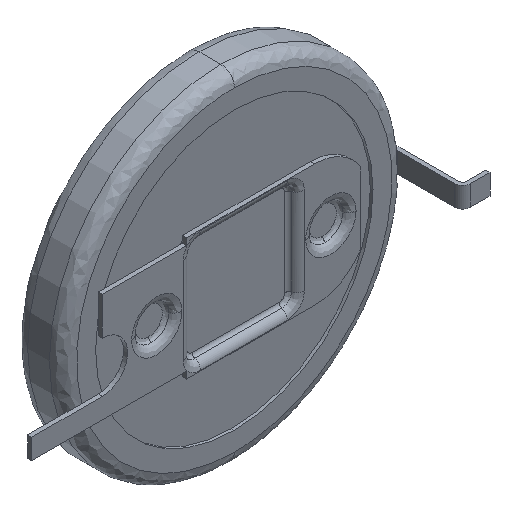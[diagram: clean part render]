
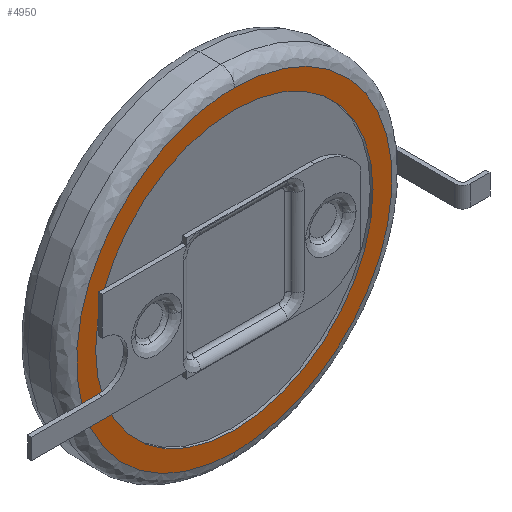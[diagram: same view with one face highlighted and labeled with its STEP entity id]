
A CAD part, isometric view. The second image highlights one B-rep face of the part: STEP entity #4950.
In plain terms, the highlighted planar face has unit normal (0, -1, 0).
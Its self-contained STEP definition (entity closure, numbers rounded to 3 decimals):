
#448 = FACE_BOUND ( 'NONE', #2983, .T. ) ;
#552 = DIRECTION ( 'NONE',  ( 0., 1., 0. ) ) ;
#564 = ORIENTED_EDGE ( 'NONE', *, *, #2148, .F. ) ;
#662 = EDGE_CURVE ( 'NONE', #672, #1571, #9570, .T. ) ;
#672 = VERTEX_POINT ( 'NONE', #7130 ) ;
#697 = CARTESIAN_POINT ( 'NONE',  ( 0., -0.1, -5.8 ) ) ;
#703 = ORIENTED_EDGE ( 'NONE', *, *, #9258, .T. ) ;
#737 = DIRECTION ( 'NONE',  ( 0., 0., -1. ) ) ;
#880 = CARTESIAN_POINT ( 'NONE',  ( -11.6, -0.1, -5.8 ) ) ;
#961 = DIRECTION ( 'NONE',  ( 0., 1., 0. ) ) ;
#1107 = CARTESIAN_POINT ( 'NONE',  ( 11.6, -0.1, 5.8 ) ) ;
#1145 = ORIENTED_EDGE ( 'NONE', *, *, #662, .T. ) ;
#1280 = CARTESIAN_POINT ( 'NONE',  ( -5.45, -0.1, 0. ) ) ;
#1514 = DIRECTION ( 'NONE',  ( 0., -1., 0. ) ) ;
#1522 = AXIS2_PLACEMENT_3D ( 'NONE', #7174, #552, #8603 ) ;
#1571 = VERTEX_POINT ( 'NONE', #2225 ) ;
#2148 = EDGE_CURVE ( 'NONE', #7738, #3962, #6018, .T. ) ;
#2225 = CARTESIAN_POINT ( 'NONE',  ( 0., -0.1, 5.1 ) ) ;
#2396 = EDGE_LOOP ( 'NONE', ( #564, #5511 ) ) ;
#2932 = DIRECTION ( 'NONE',  ( 0., 0., 1. ) ) ;
#2972 = FACE_OUTER_BOUND ( 'NONE', #2396, .T. ) ;
#2983 = EDGE_LOOP ( 'NONE', ( #703, #1145 ) ) ;
#3417 = CARTESIAN_POINT ( 'NONE',  ( 0., -0.1, 5.8 ) ) ;
#3789 = CARTESIAN_POINT ( 'NONE',  ( 0., -0.1, 5.8 ) ) ;
#3962 = VERTEX_POINT ( 'NONE', #697 ) ;
#4760 = AXIS2_PLACEMENT_3D ( 'NONE', #1280, #1514, #737 ) ;
#4923 = CIRCLE ( 'NONE', #6126, 5.1 ) ;
#4950 = ADVANCED_FACE ( 'NONE', ( #448, #2972 ), #7911, .T. ) ;
#5109 = CARTESIAN_POINT ( 'NONE',  ( -11.6, -0.1, 5.8 ) ) ;
#5426 =( BOUNDED_CURVE ( )  B_SPLINE_CURVE ( 3, ( #6680, #880, #5109, #3789 ),
 .UNSPECIFIED., .F., .T. ) 
 B_SPLINE_CURVE_WITH_KNOTS ( ( 4, 4 ),
 ( 0.75, 1.25 ),
 .UNSPECIFIED. ) 
 CURVE ( )  GEOMETRIC_REPRESENTATION_ITEM ( )  RATIONAL_B_SPLINE_CURVE ( ( 1., 0.333, 0.333, 1. ) ) 
 REPRESENTATION_ITEM ( '' )  );
#5511 = ORIENTED_EDGE ( 'NONE', *, *, #6281, .F. ) ;
#6018 =( BOUNDED_CURVE ( )  B_SPLINE_CURVE ( 3, ( #7744, #1107, #7596, #7693 ),
 .UNSPECIFIED., .F., .T. ) 
 B_SPLINE_CURVE_WITH_KNOTS ( ( 4, 4 ),
 ( 0.25, 0.75 ),
 .UNSPECIFIED. ) 
 CURVE ( )  GEOMETRIC_REPRESENTATION_ITEM ( )  RATIONAL_B_SPLINE_CURVE ( ( 1., 0.333, 0.333, 1. ) ) 
 REPRESENTATION_ITEM ( '' )  );
#6082 = CARTESIAN_POINT ( 'NONE',  ( 0., -0.1, 0. ) ) ;
#6126 = AXIS2_PLACEMENT_3D ( 'NONE', #6082, #961, #2932 ) ;
#6281 = EDGE_CURVE ( 'NONE', #3962, #7738, #5426, .T. ) ;
#6680 = CARTESIAN_POINT ( 'NONE',  ( 0., -0.1, -5.8 ) ) ;
#7130 = CARTESIAN_POINT ( 'NONE',  ( 0., -0.1, -5.1 ) ) ;
#7174 = CARTESIAN_POINT ( 'NONE',  ( 0., -0.1, 0. ) ) ;
#7596 = CARTESIAN_POINT ( 'NONE',  ( 11.6, -0.1, -5.8 ) ) ;
#7693 = CARTESIAN_POINT ( 'NONE',  ( 0., -0.1, -5.8 ) ) ;
#7738 = VERTEX_POINT ( 'NONE', #3417 ) ;
#7744 = CARTESIAN_POINT ( 'NONE',  ( 0., -0.1, 5.8 ) ) ;
#7911 = PLANE ( 'NONE',  #4760 ) ;
#8603 = DIRECTION ( 'NONE',  ( 0., 0., 1. ) ) ;
#9258 = EDGE_CURVE ( 'NONE', #1571, #672, #4923, .T. ) ;
#9570 = CIRCLE ( 'NONE', #1522, 5.1 ) ;
